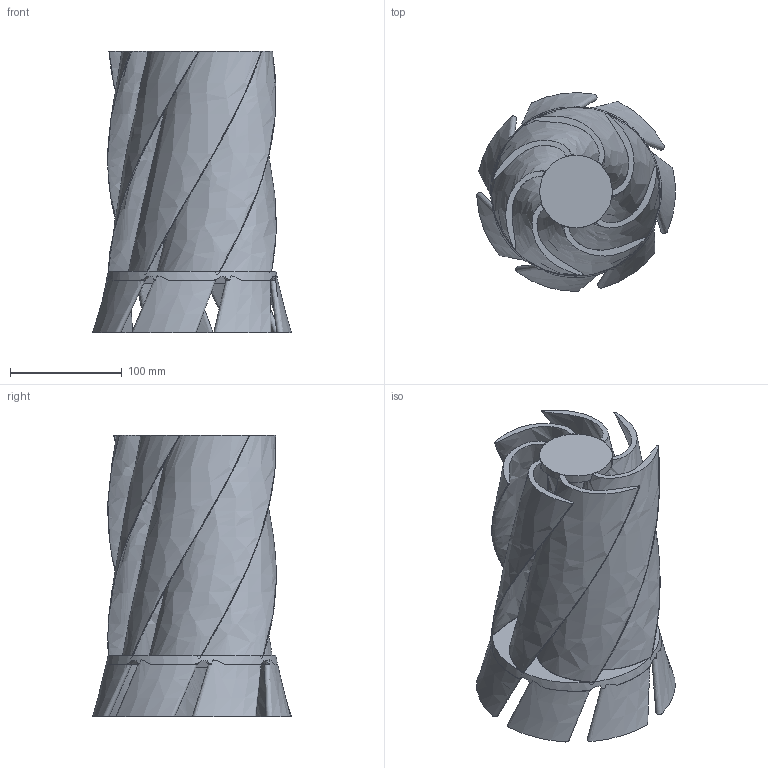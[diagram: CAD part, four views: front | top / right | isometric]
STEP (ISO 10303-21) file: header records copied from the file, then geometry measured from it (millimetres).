
FILE_DESCRIPTION(/* description */ (''),/* implementation_level */ '2;1');
FILE_NAME(/* name */ 'Dummy File_Turbine Lamp.step',/* time_stamp */ '2024-01-23T16:00:22+01:00',/* author */ (''),/* organization */ (''),/* preprocessor_version */ 'ST-DEVELOPER v20',/* originating_system */ 'Autodesk Translation Framework v12.14.0.127',/* authorisation */ '');
FILE_SCHEMA (('AUTOMOTIVE_DESIGN { 1 0 10303 214 3 1 1 }'));
Products named in the file (11): Dummy File_Turbine Lamp; Fins; Body_1; Central Support; Body_3; Body_4; Body_5; Body_6; Body_7; Base; Body_2
Assembly tree (10 placements, depth 3):
  Dummy File_Turbine Lamp
    Fins
      Body_1
      Central Support
      Body_3
      Body_4
      Body_5
      Body_6
      Body_7
      Base
      Body_2
Bounding box: 177.75 x 177.99 x 252.01 mm (x, y, z)
Volume: 933677.1 mm3; surface area: 388069.4 mm2
Topology: 9 solids, 9 shells, 425 faces, 1222 edges, 812 vertices
Faces by surface type: bspline 235, plane 153, cylinder 29, cone 8
Full cylindrical faces by diameter (mm): 4.25 x3, 7.5 x1, 16.667 x1, 65 x1
Entity records: 34952 total; most frequent: CARTESIAN_POINT 25876, ORIENTED_EDGE 2422, EDGE_CURVE 1211, DIRECTION 919, VERTEX_POINT 807, B_SPLINE_CURVE_WITH_KNOTS 782, EDGE_LOOP 432, FACE_OUTER_BOUND 420
